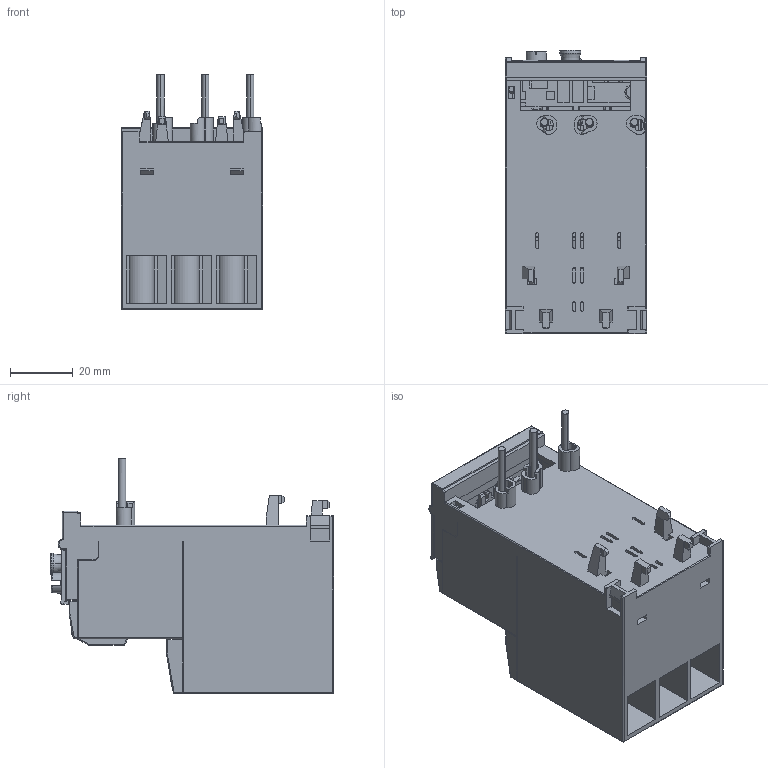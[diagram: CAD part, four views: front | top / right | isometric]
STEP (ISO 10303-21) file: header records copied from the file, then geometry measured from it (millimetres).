
FILE_DESCRIPTION((''),'2;1');
FILE_NAME('0005923156_SW0001','2021-09-17T',('kyungkul'),(''),'CREO PARAMETRIC BY PTC INC, 2015380','CREO PARAMETRIC BY PTC INC, 2015380','');
FILE_SCHEMA(('CONFIG_CONTROL_DESIGN'));
Products named in the file (1): 0005923156_SW0001
Bounding box: 45.1 x 90 x 74.55 mm (x, y, z)
Surface area: 60494.8 mm2 (no closed solid volume)
Topology: 0 solids, 35 shells, 2640 faces, 12174 edges, 9161 vertices
Faces by surface type: plane 1820, cylinder 530, torus 104, cone 103, sphere 51, bspline 32
Entity records: 124475 total; most frequent: CARTESIAN_POINT 28797, ORIENTED_EDGE 18854, DIRECTION 18342, EDGE_CURVE 12135, VECTOR 9688, LINE 9688, VERTEX_POINT 9161, AXIS2_PLACEMENT_3D 4327
